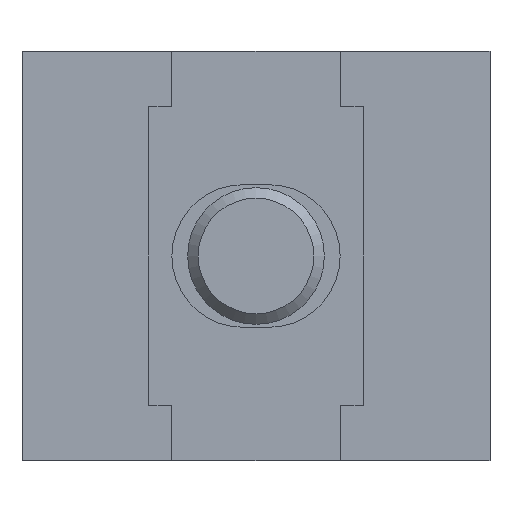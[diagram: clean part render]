
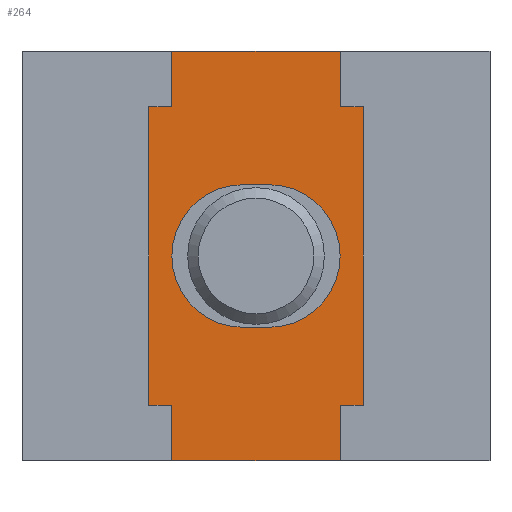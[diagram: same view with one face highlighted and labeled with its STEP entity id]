
A CAD part, front view. The second image highlights one B-rep face of the part: STEP entity #264.
In plain terms, the highlighted planar face has unit normal (0, -1, 0).
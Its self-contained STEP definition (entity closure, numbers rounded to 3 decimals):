
#264 = ADVANCED_FACE( '', ( #520, #521 ), #522, .F. );
#520 = FACE_BOUND( '', #850, .T. );
#521 = FACE_OUTER_BOUND( '', #851, .T. );
#522 = PLANE( '', #852 );
#850 = EDGE_LOOP( '', ( #1244, #1245, #1246, #1247 ) );
#851 = EDGE_LOOP( '', ( #1248, #1249, #1250, #1251, #1252, #1253, #1254, #1255, #1256, #1257, #1258, #1259 ) );
#852 = AXIS2_PLACEMENT_3D( '', #1260, #1261, #1262 );
#1244 = ORIENTED_EDGE( '', *, *, #1907, .T. );
#1245 = ORIENTED_EDGE( '', *, *, #1908, .T. );
#1246 = ORIENTED_EDGE( '', *, *, #1874, .T. );
#1247 = ORIENTED_EDGE( '', *, *, #1909, .T. );
#1248 = ORIENTED_EDGE( '', *, *, #1816, .T. );
#1249 = ORIENTED_EDGE( '', *, *, #1910, .F. );
#1250 = ORIENTED_EDGE( '', *, *, #1911, .T. );
#1251 = ORIENTED_EDGE( '', *, *, #1912, .T. );
#1252 = ORIENTED_EDGE( '', *, *, #1824, .T. );
#1253 = ORIENTED_EDGE( '', *, *, #1913, .F. );
#1254 = ORIENTED_EDGE( '', *, *, #1914, .F. );
#1255 = ORIENTED_EDGE( '', *, *, #1829, .F. );
#1256 = ORIENTED_EDGE( '', *, *, #1915, .F. );
#1257 = ORIENTED_EDGE( '', *, *, #1916, .T. );
#1258 = ORIENTED_EDGE( '', *, *, #1917, .F. );
#1259 = ORIENTED_EDGE( '', *, *, #1918, .T. );
#1260 = CARTESIAN_POINT( '', ( -16.493, 0., 24. ) );
#1261 = DIRECTION( '', ( 0., 1., 0. ) );
#1262 = DIRECTION( '', ( 0., 0., 1. ) );
#1816 = EDGE_CURVE( '', #2113, #2111, #2114, .T. );
#1824 = EDGE_CURVE( '', #2129, #2127, #2130, .T. );
#1829 = EDGE_CURVE( '', #2136, #2138, #2139, .T. );
#1874 = EDGE_CURVE( '', #2210, #2214, #2216, .T. );
#1907 = EDGE_CURVE( '', #2266, #2267, #2268, .T. );
#1908 = EDGE_CURVE( '', #2267, #2210, #2269, .T. );
#1909 = EDGE_CURVE( '', #2214, #2266, #2270, .T. );
#1910 = EDGE_CURVE( '', #2271, #2111, #2272, .T. );
#1911 = EDGE_CURVE( '', #2271, #2273, #2274, .T. );
#1912 = EDGE_CURVE( '', #2273, #2129, #2275, .T. );
#1913 = EDGE_CURVE( '', #2276, #2127, #2277, .T. );
#1914 = EDGE_CURVE( '', #2138, #2276, #2278, .T. );
#1915 = EDGE_CURVE( '', #2279, #2136, #2280, .T. );
#1916 = EDGE_CURVE( '', #2279, #2281, #2282, .T. );
#1917 = EDGE_CURVE( '', #2283, #2281, #2284, .T. );
#1918 = EDGE_CURVE( '', #2283, #2113, #2285, .T. );
#2111 = VERTEX_POINT( '', #2533 );
#2113 = VERTEX_POINT( '', #2536 );
#2114 = LINE( '', #2537, #2538 );
#2127 = VERTEX_POINT( '', #2557 );
#2129 = VERTEX_POINT( '', #2560 );
#2130 = LINE( '', #2561, #2562 );
#2136 = VERTEX_POINT( '', #2570 );
#2138 = VERTEX_POINT( '', #2573 );
#2139 = LINE( '', #2574, #2575 );
#2210 = VERTEX_POINT( '', #2674 );
#2214 = VERTEX_POINT( '', #2680 );
#2216 = LINE( '', #2683, #2684 );
#2266 = VERTEX_POINT( '', #2749 );
#2267 = VERTEX_POINT( '', #2750 );
#2268 = LINE( '', #2751, #2752 );
#2269 = CIRCLE( '', #2753, 8.35 );
#2270 = CIRCLE( '', #2754, 8.35 );
#2271 = VERTEX_POINT( '', #2755 );
#2272 = LINE( '', #2756, #2757 );
#2273 = VERTEX_POINT( '', #2758 );
#2274 = LINE( '', #2759, #2760 );
#2275 = LINE( '', #2761, #2762 );
#2276 = VERTEX_POINT( '', #2763 );
#2277 = LINE( '', #2764, #2765 );
#2278 = LINE( '', #2766, #2767 );
#2279 = VERTEX_POINT( '', #2768 );
#2280 = LINE( '', #2769, #2770 );
#2281 = VERTEX_POINT( '', #2771 );
#2282 = LINE( '', #2772, #2773 );
#2283 = VERTEX_POINT( '', #2774 );
#2284 = LINE( '', #2775, #2776 );
#2285 = LINE( '', #2777, #2778 );
#2533 = CARTESIAN_POINT( '', ( -13.619, 0., -17.5 ) );
#2536 = CARTESIAN_POINT( '', ( -16.493, 0., -17.5 ) );
#2537 = CARTESIAN_POINT( '', ( -24.5, 0., -17.5 ) );
#2538 = VECTOR( '', #3065, 1000. );
#2557 = CARTESIAN_POINT( '', ( 16.493, 0., -17.5 ) );
#2560 = CARTESIAN_POINT( '', ( 13.619, 0., -17.5 ) );
#2561 = CARTESIAN_POINT( '', ( 13.619, 0., -17.5 ) );
#2562 = VECTOR( '', #3073, 1000. );
#2570 = CARTESIAN_POINT( '', ( 13.619, 0., 24. ) );
#2573 = CARTESIAN_POINT( '', ( 13.619, 0., 17.5 ) );
#2574 = CARTESIAN_POINT( '', ( 13.619, 0., 24. ) );
#2575 = VECTOR( '', #3077, 1000. );
#2674 = CARTESIAN_POINT( '', ( -1.5, 0., 8.35 ) );
#2680 = CARTESIAN_POINT( '', ( 1.5, 0., 8.35 ) );
#2683 = CARTESIAN_POINT( '', ( -1.5, 0., 8.35 ) );
#2684 = VECTOR( '', #3127, 1000. );
#2749 = CARTESIAN_POINT( '', ( 1.5, 0., -8.35 ) );
#2750 = CARTESIAN_POINT( '', ( -1.5, 0., -8.35 ) );
#2751 = CARTESIAN_POINT( '', ( 1.5, 0., -8.35 ) );
#2752 = VECTOR( '', #3164, 1000. );
#2753 = AXIS2_PLACEMENT_3D( '', #3165, #3166, #3167 );
#2754 = AXIS2_PLACEMENT_3D( '', #3168, #3169, #3170 );
#2755 = CARTESIAN_POINT( '', ( -13.619, 0., -24. ) );
#2756 = CARTESIAN_POINT( '', ( -13.619, 0., -24. ) );
#2757 = VECTOR( '', #3171, 1000. );
#2758 = CARTESIAN_POINT( '', ( 13.619, 0., -24. ) );
#2759 = CARTESIAN_POINT( '', ( -16.493, 0., -24. ) );
#2760 = VECTOR( '', #3172, 1000. );
#2761 = CARTESIAN_POINT( '', ( 13.619, 0., -24. ) );
#2762 = VECTOR( '', #3173, 1000. );
#2763 = CARTESIAN_POINT( '', ( 16.493, 0., 17.5 ) );
#2764 = CARTESIAN_POINT( '', ( 16.493, 0., 24. ) );
#2765 = VECTOR( '', #3174, 1000. );
#2766 = CARTESIAN_POINT( '', ( 13.619, 0., 17.5 ) );
#2767 = VECTOR( '', #3175, 1000. );
#2768 = CARTESIAN_POINT( '', ( -13.619, 0., 24. ) );
#2769 = CARTESIAN_POINT( '', ( -16.493, 0., 24. ) );
#2770 = VECTOR( '', #3176, 1000. );
#2771 = CARTESIAN_POINT( '', ( -13.619, 0., 17.5 ) );
#2772 = CARTESIAN_POINT( '', ( -13.619, 0., 24. ) );
#2773 = VECTOR( '', #3177, 1000. );
#2774 = CARTESIAN_POINT( '', ( -16.493, 0., 17.5 ) );
#2775 = CARTESIAN_POINT( '', ( -24.5, 0., 17.5 ) );
#2776 = VECTOR( '', #3178, 1000. );
#2777 = CARTESIAN_POINT( '', ( -16.493, 0., 24. ) );
#2778 = VECTOR( '', #3179, 1000. );
#3065 = DIRECTION( '', ( 1., 0., 0. ) );
#3073 = DIRECTION( '', ( 1., 0., 0. ) );
#3077 = DIRECTION( '', ( 0., 0., -1. ) );
#3127 = DIRECTION( '', ( 1., 0., 0. ) );
#3164 = DIRECTION( '', ( -1., 0., 0. ) );
#3165 = CARTESIAN_POINT( '', ( -1.5, 0., 0. ) );
#3166 = DIRECTION( '', ( 0., 1., 0. ) );
#3167 = DIRECTION( '', ( 1., 0., 0. ) );
#3168 = CARTESIAN_POINT( '', ( 1.5, 0., 0. ) );
#3169 = DIRECTION( '', ( 0., 1., 0. ) );
#3170 = DIRECTION( '', ( 1., 0., 0. ) );
#3171 = DIRECTION( '', ( 0., 0., 1. ) );
#3172 = DIRECTION( '', ( 1., 0., 0. ) );
#3173 = DIRECTION( '', ( 0., 0., 1. ) );
#3174 = DIRECTION( '', ( 0., 0., -1. ) );
#3175 = DIRECTION( '', ( 1., 0., 0. ) );
#3176 = DIRECTION( '', ( 1., 0., 0. ) );
#3177 = DIRECTION( '', ( 0., 0., -1. ) );
#3178 = DIRECTION( '', ( 1., 0., 0. ) );
#3179 = DIRECTION( '', ( 0., 0., -1. ) );
